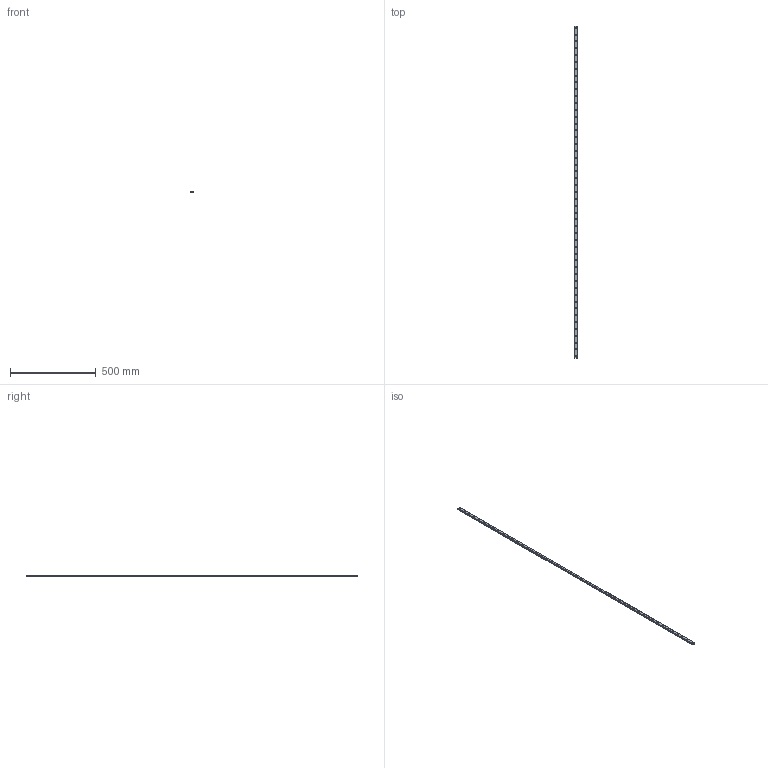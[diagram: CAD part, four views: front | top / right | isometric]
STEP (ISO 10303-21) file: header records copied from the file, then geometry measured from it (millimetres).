
FILE_DESCRIPTION(('STEP AP214'),'1');
FILE_NAME('cctmp_8310E3B7-A877-431A-8B4B-9AA10B1CAAF7_2021_02_19_12_19_30_0376..stp','2021-02-19T11:19:30',('HIWIN GmbH'),('CADClick - www.CADClick.com'),'Spatial InterOp 3D',' ','unknown authorization');
FILE_SCHEMA(('AUTOMOTIVE_DESIGN'));
Length unit declared in the file: millimetre
Products named in the file (1): MGNR15R1940CM_FILE
Bounding box: 15 x 1940 x 10 mm (x, y, z)
Volume: 269442.9 mm3; surface area: 114931.6 mm2
Topology: 1 solids, 1 shells, 536 faces, 1149 edges, 766 vertices
Faces by surface type: cylinder 310, plane 226
Entity records: 19105 total; most frequent: DIRECTION 2843, CARTESIAN_POINT 2452, ORIENTED_EDGE 2298, AXIS2_PLACEMENT_3D 1157, EDGE_CURVE 1149, VERTEX_POINT 766, EDGE_LOOP 687, CIRCLE 620
